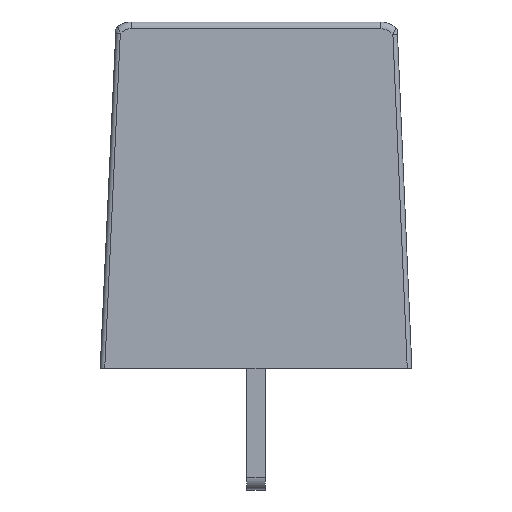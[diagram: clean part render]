
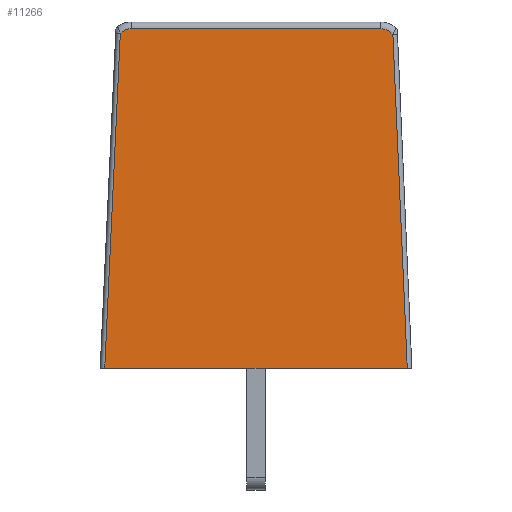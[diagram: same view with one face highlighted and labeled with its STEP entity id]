
A CAD part, top view. The second image highlights one B-rep face of the part: STEP entity #11266.
In plain terms, the highlighted planar face has unit normal (0, 0.01, 1).
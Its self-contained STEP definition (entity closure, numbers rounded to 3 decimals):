
#1231=CARTESIAN_POINT('',(-6.6,0.,
9.2));
#1233=DIRECTION('',(1.,0.,0.));
#1234=VECTOR('',#1233,13.2);
#1235=CARTESIAN_POINT('',(-6.6,0.,
9.2));
#1236=LINE('',#1235,#1234);
#1385=DIRECTION('',(0.046,0.999,-0.01));
#1386=VECTOR('',#1385,14.629);
#1387=CARTESIAN_POINT('',(-6.6,0.,
9.2));
#1388=LINE('',#1387,#1386);
#1389=CARTESIAN_POINT('',(-5.442,14.103,9.06));
#1390=DIRECTION('',(0.,-0.01,-1.));
#1391=DIRECTION('',(-0.686,0.728,-0.007));
#1392=AXIS2_PLACEMENT_3D('',#1389,#1390,#1391);
#1394=CARTESIAN_POINT('',(5.442,14.103,9.06));
#1395=DIRECTION('',(0.,-0.01,-1.));
#1396=DIRECTION('',(0.,1.,-0.01));
#1397=AXIS2_PLACEMENT_3D('',#1394,#1395,#1396);
#1399=DIRECTION('',(0.043,-0.999,0.01));
#1400=VECTOR('',#1399,14.573);
#1401=CARTESIAN_POINT('',(5.973,14.559,9.055));
#1402=LINE('',#1401,#1400);
#1446=DIRECTION('',(-1.,0.,0.));
#1447=VECTOR('',#1446,10.884);
#1448=CARTESIAN_POINT('',(5.442,14.803,9.053));
#1449=LINE('',#1448,#1447);
#8209=VERTEX_POINT('',#1231);
#8210=CARTESIAN_POINT('',(6.6,0.,9.2));
#8211=VERTEX_POINT('',#8210);
#8217=CARTESIAN_POINT('',(-5.922,14.612,9.055));
#8218=VERTEX_POINT('',#8217);
#8234=CARTESIAN_POINT('',(5.973,14.559,9.055));
#8235=VERTEX_POINT('',#8234);
#8236=CARTESIAN_POINT('',(-5.442,14.803,9.053));
#8237=VERTEX_POINT('',#8236);
#8238=CARTESIAN_POINT('',(5.442,14.803,9.053));
#8239=VERTEX_POINT('',#8238);
#11250=CARTESIAN_POINT('',(0.,7.401,
9.126));
#11251=DIRECTION('',(0.,0.01,1.));
#11252=DIRECTION('',(-1.,0.,0.));
#11253=AXIS2_PLACEMENT_3D('',#11250,#11251,#11252);
#11254=PLANE('',#11253);
#11255=ORIENTED_EDGE('',*,*,#10977,.T.);
#11257=ORIENTED_EDGE('',*,*,#11256,.T.);
#11259=ORIENTED_EDGE('',*,*,#11258,.F.);
#11261=ORIENTED_EDGE('',*,*,#11260,.T.);
#11262=ORIENTED_EDGE('',*,*,#11242,.T.);
#11263=ORIENTED_EDGE('',*,*,#10952,.F.);
#11264=EDGE_LOOP('',(#11255,#11257,#11259,#11261,#11262,#11263));
#11265=FACE_OUTER_BOUND('',#11264,.F.);
#1393=CIRCLE('',#1392,0.7);
#1398=CIRCLE('',#1397,0.7);
#10952=EDGE_CURVE('',#8209,#8211,#1236,.T.);
#10977=EDGE_CURVE('',#8209,#8218,#1388,.T.);
#11242=EDGE_CURVE('',#8235,#8211,#1402,.T.);
#11256=EDGE_CURVE('',#8218,#8237,#1393,.T.);
#11258=EDGE_CURVE('',#8239,#8237,#1449,.T.);
#11260=EDGE_CURVE('',#8239,#8235,#1398,.T.);
#11266=ADVANCED_FACE('',(#11265),#11254,.T.);
